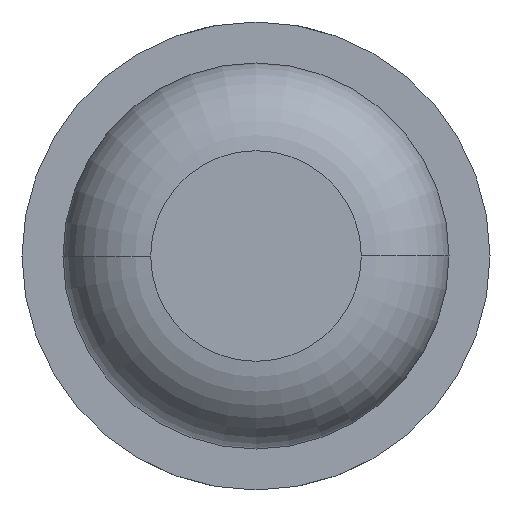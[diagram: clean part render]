
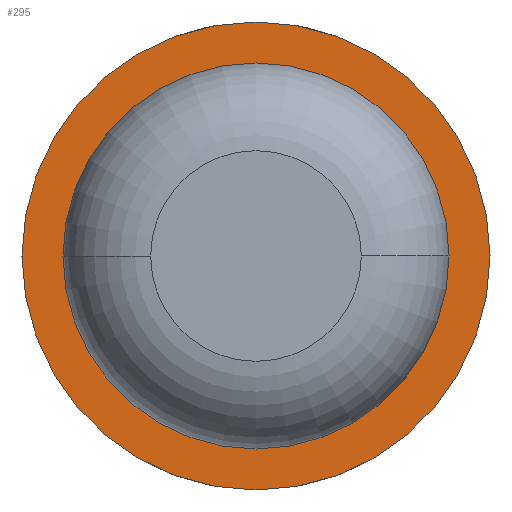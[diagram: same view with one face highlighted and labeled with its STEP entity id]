
A CAD part, front view. The second image highlights one B-rep face of the part: STEP entity #295.
In plain terms, the highlighted planar face has unit normal (0, -1, 0).
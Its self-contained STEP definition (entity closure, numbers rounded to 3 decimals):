
#62 = EDGE_LOOP ( 'NONE', ( #1032, #2385 ) ) ;
#66 = DIRECTION ( 'NONE',  ( -1., 0., 0. ) ) ;
#150 = ORIENTED_EDGE ( 'NONE', *, *, #2045, .T. ) ;
#295 = ADVANCED_FACE ( 'Defeature ausgef�hrt1_5', ( #1415, #1733 ), #3111, .F. ) ;
#438 = DIRECTION ( 'NONE',  ( 0., 1., 0. ) ) ;
#460 = CARTESIAN_POINT ( 'NONE',  ( 0., -6., 0. ) ) ;
#688 = EDGE_CURVE ( 'Defeature ausgef�hrt1_6+Defeature ausgef�hrt1_5+Defeature ausgef�hrt1_5+Defeature ausgef�hrt1_5', #2504, #1542, #3075, .T. ) ;
#734 = CARTESIAN_POINT ( 'NONE',  ( 0.825, -6., 0. ) ) ;
#736 = DIRECTION ( 'NONE',  ( -1., 0., 0. ) ) ;
#794 = CARTESIAN_POINT ( 'NONE',  ( -1., -6., 0. ) ) ;
#802 = AXIS2_PLACEMENT_3D ( 'NONE', #460, #438, #1433 ) ;
#940 = EDGE_CURVE ( 'Defeature ausgef�hrt1_5+Defeature ausgef�hrt1_0+Defeature ausgef�hrt1_0+Defeature ausgef�hrt1_0', #2741, #2928, #975, .T. ) ;
#975 = CIRCLE ( 'NONE', #1008, 0.825 ) ;
#1008 = AXIS2_PLACEMENT_3D ( 'NONE', #1755, #2249, #66 ) ;
#1029 = AXIS2_PLACEMENT_3D ( 'NONE', #1999, #1030, #1517 ) ;
#1030 = DIRECTION ( 'NONE',  ( 0., 1., 0. ) ) ;
#1032 = ORIENTED_EDGE ( 'NONE', *, *, #2312, .F. ) ;
#1163 = EDGE_LOOP ( 'NONE', ( #150, #1276 ) ) ;
#1260 = CIRCLE ( 'NONE', #1029, 1. ) ;
#1270 = CARTESIAN_POINT ( 'NONE',  ( -0.825, -6., 0. ) ) ;
#1276 = ORIENTED_EDGE ( 'NONE', *, *, #940, .T. ) ;
#1404 = DIRECTION ( 'NONE',  ( -1., 0., 0. ) ) ;
#1415 = FACE_OUTER_BOUND ( 'NONE', #62, .T. ) ;
#1433 = DIRECTION ( 'NONE',  ( -1., 0., 0. ) ) ;
#1517 = DIRECTION ( 'NONE',  ( -1., 0., 0. ) ) ;
#1542 = VERTEX_POINT ( 'NONE', #794 ) ;
#1563 = CIRCLE ( 'NONE', #802, 0.825 ) ;
#1663 = CARTESIAN_POINT ( 'NONE',  ( 0., -6., 0. ) ) ;
#1733 = FACE_BOUND ( 'NONE', #1163, .T. ) ;
#1755 = CARTESIAN_POINT ( 'NONE',  ( 0., -6., 0. ) ) ;
#1912 = AXIS2_PLACEMENT_3D ( 'NONE', #2179, #2877, #736 ) ;
#1999 = CARTESIAN_POINT ( 'NONE',  ( 0., -6., 0. ) ) ;
#2045 = EDGE_CURVE ( 'Defeature ausgef�hrt1_5+Defeature ausgef�hrt1_0+Defeature ausgef�hrt1_0+Defeature ausgef�hrt1_0', #2928, #2741, #1563, .T. ) ;
#2179 = CARTESIAN_POINT ( 'NONE',  ( 0.825, -6., 0. ) ) ;
#2249 = DIRECTION ( 'NONE',  ( 0., 1., 0. ) ) ;
#2312 = EDGE_CURVE ( 'Defeature ausgef�hrt1_6+Defeature ausgef�hrt1_5+Defeature ausgef�hrt1_5+Defeature ausgef�hrt1_5', #1542, #2504, #1260, .T. ) ;
#2360 = AXIS2_PLACEMENT_3D ( 'NONE', #1663, #2394, #1404 ) ;
#2385 = ORIENTED_EDGE ( 'NONE', *, *, #688, .F. ) ;
#2394 = DIRECTION ( 'NONE',  ( 0., 1., 0. ) ) ;
#2504 = VERTEX_POINT ( 'NONE', #2836 ) ;
#2741 = VERTEX_POINT ( 'NONE', #734 ) ;
#2836 = CARTESIAN_POINT ( 'NONE',  ( 1., -6., 0. ) ) ;
#2877 = DIRECTION ( 'NONE',  ( 0., 1., 0. ) ) ;
#2928 = VERTEX_POINT ( 'NONE', #1270 ) ;
#3075 = CIRCLE ( 'NONE', #2360, 1. ) ;
#3111 = PLANE ( 'NONE',  #1912 ) ;
